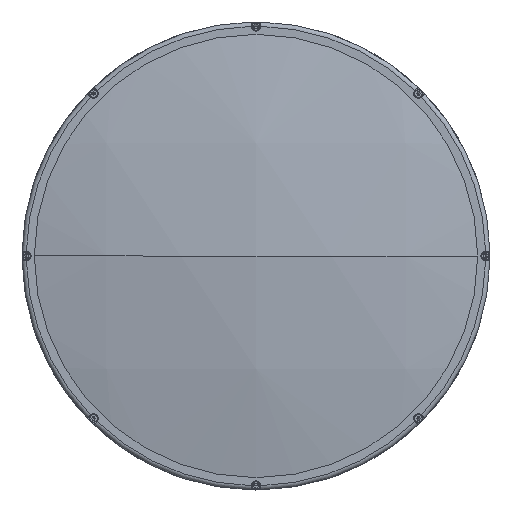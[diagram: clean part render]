
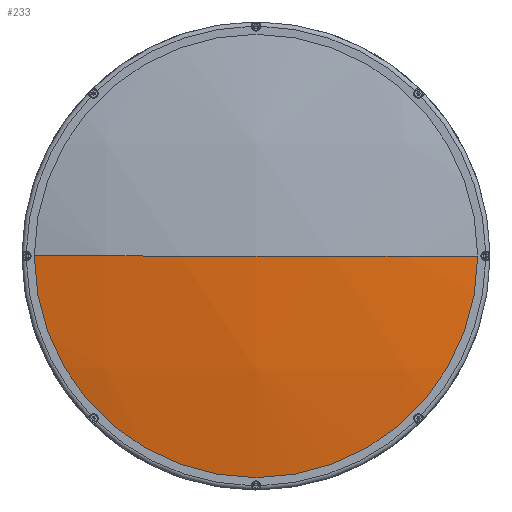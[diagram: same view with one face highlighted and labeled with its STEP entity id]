
A CAD part, left-side view. The second image highlights one B-rep face of the part: STEP entity #233.
In plain terms, the highlighted spherical face has radius 786 mm.
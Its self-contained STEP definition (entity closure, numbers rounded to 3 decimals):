
#2 = DIRECTION ( 'NONE',  ( 0., 1., 0. ) ) ;
#233 = ADVANCED_FACE ( 'NONE', ( #12308 ), #2744, .T. ) ;
#686 = CARTESIAN_POINT ( 'NONE',  ( -719.032, 0., 0. ) ) ;
#752 = VERTEX_POINT ( 'NONE', #686 ) ;
#1833 = CARTESIAN_POINT ( 'NONE',  ( 66.968, 0., 0. ) ) ;
#2744 = SPHERICAL_SURFACE ( 'NONE', #8928, 786. ) ;
#3109 = CARTESIAN_POINT ( 'NONE',  ( -703.698, 0., 0. ) ) ;
#3152 = DIRECTION ( 'NONE',  ( 0., 0., 1. ) ) ;
#3935 = ORIENTED_EDGE ( 'NONE', *, *, #8316, .T. ) ;
#4009 = ORIENTED_EDGE ( 'NONE', *, *, #5630, .F. ) ;
#5051 = DIRECTION ( 'NONE',  ( 0., 0., 1. ) ) ;
#5355 = AXIS2_PLACEMENT_3D ( 'NONE', #3109, #7066, #5051 ) ;
#5630 = EDGE_CURVE ( 'NONE', #8383, #752, #12035, .T. ) ;
#5876 = AXIS2_PLACEMENT_3D ( 'NONE', #11596, #3152, #10590 ) ;
#7066 = DIRECTION ( 'NONE',  ( -1., 0., 0. ) ) ;
#7104 = ORIENTED_EDGE ( 'NONE', *, *, #8442, .T. ) ;
#7263 = CARTESIAN_POINT ( 'NONE',  ( 66.968, 0., 0. ) ) ;
#7364 = CARTESIAN_POINT ( 'NONE',  ( -703.698, 154.5, 0. ) ) ;
#7560 = CIRCLE ( 'NONE', #5355, 154.5 ) ;
#7637 = DIRECTION ( 'NONE',  ( 0., 0., -1. ) ) ;
#7687 = DIRECTION ( 'NONE',  ( 0., 0., -1. ) ) ;
#8316 = EDGE_CURVE ( 'NONE', #8383, #10635, #7560, .T. ) ;
#8383 = VERTEX_POINT ( 'NONE', #7364 ) ;
#8442 = EDGE_CURVE ( 'NONE', #10635, #752, #10551, .T. ) ;
#8928 = AXIS2_PLACEMENT_3D ( 'NONE', #1833, #7637, #12188 ) ;
#9999 = EDGE_LOOP ( 'NONE', ( #3935, #7104, #4009 ) ) ;
#10351 = AXIS2_PLACEMENT_3D ( 'NONE', #7263, #7687, #2 ) ;
#10551 = CIRCLE ( 'NONE', #10351, 786. ) ;
#10590 = DIRECTION ( 'NONE',  ( 0., -1., 0. ) ) ;
#10635 = VERTEX_POINT ( 'NONE', #11273 ) ;
#11273 = CARTESIAN_POINT ( 'NONE',  ( -703.698, -154.5, 0. ) ) ;
#11596 = CARTESIAN_POINT ( 'NONE',  ( 66.968, 0., 0. ) ) ;
#12035 = CIRCLE ( 'NONE', #5876, 786. ) ;
#12188 = DIRECTION ( 'NONE',  ( 0., 1., 0. ) ) ;
#12308 = FACE_OUTER_BOUND ( 'NONE', #9999, .T. ) ;
